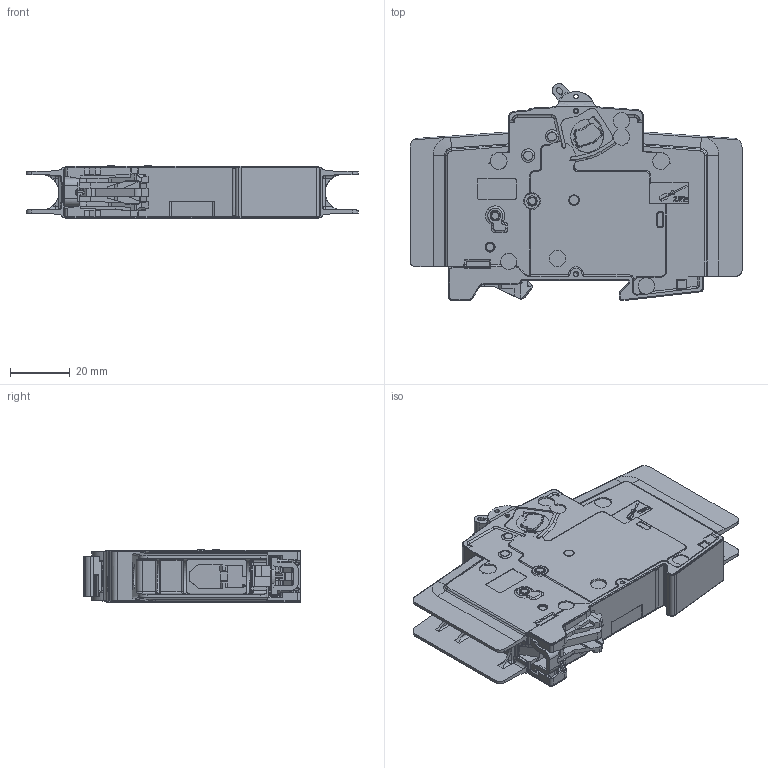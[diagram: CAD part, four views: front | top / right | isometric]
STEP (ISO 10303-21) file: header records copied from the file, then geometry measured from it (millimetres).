
FILE_DESCRIPTION (( 'STEP AP214' ), '1' );
FILE_NAME ('BRKDIN-15-4-E.STEP', '2019-01-28T19:28:05', ( '' ), ( '' ), 'SwSTEP 2.0', 'SolidWorks 2018', '' );
FILE_SCHEMA (( 'AUTOMOTIVE_DESIGN' ));
Length unit declared in the file: inch
Products named in the file (3): 3750-298-15; BRKDIN-15-4-E
Assembly tree (1 placements, depth 2):
  3750-298-15
  BRKDIN-15-4-E
    3750-298-15
Bounding box: 111 x 72.48 x 17.6 mm (x, y, z)
Volume: 80611.7 mm3; surface area: 25973.9 mm2
Topology: 1 solids, 1 shells, 2705 faces, 7517 edges, 4816 vertices
Faces by surface type: plane 1454, cylinder 803, bspline 319, cone 103, torus 26
Entity records: 143868 total; most frequent: CARTESIAN_POINT 46384, ORIENTED_EDGE 14944, DIRECTION 10332, EDGE_CURVE 7472, VERTEX_POINT 4816, VECTOR 4348, LINE 4348, AXIS2_PLACEMENT_3D 2992
